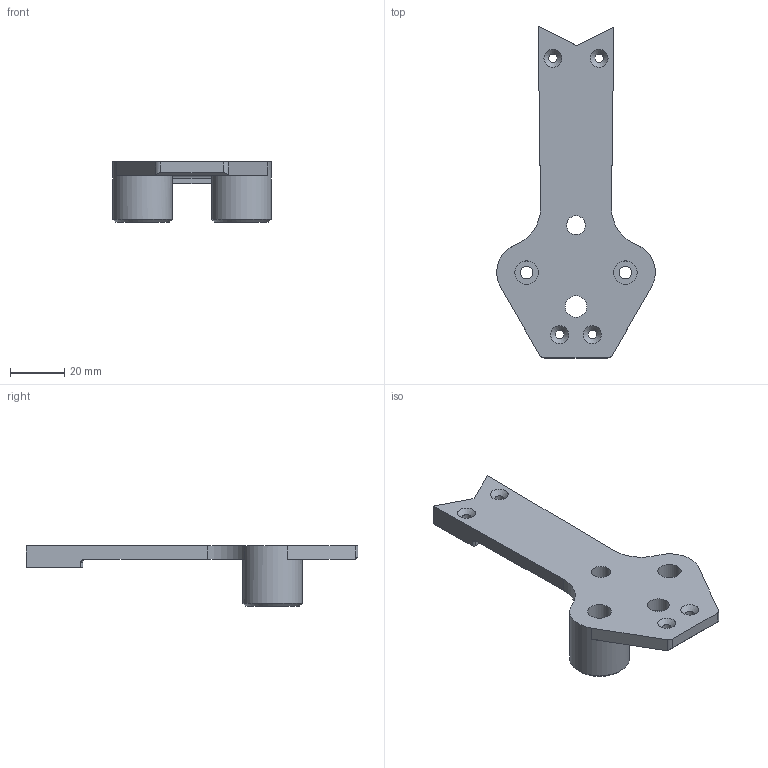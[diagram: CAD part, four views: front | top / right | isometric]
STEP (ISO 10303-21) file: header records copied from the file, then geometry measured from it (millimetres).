
FILE_DESCRIPTION(/* description */ (''),/* implementation_level */ '2;1');
FILE_NAME(/* name */ 'TopDeck.step',/* time_stamp */ '2023-12-22T11:51:38+01:00',/* author */ (''),/* organization */ (''),/* preprocessor_version */ 'ST-DEVELOPER v20',/* originating_system */ 'Autodesk Translation Framework v12.14.0.127',/* authorisation */ '');
FILE_SCHEMA (('AUTOMOTIVE_DESIGN { 1 0 10303 214 3 1 1 }'));
Length unit declared in the file: millimetre
Products named in the file (1): TopDeck
Bounding box: 58.34 x 122.06 x 22.2 mm (x, y, z)
Volume: 30991.9 mm3; surface area: 13417 mm2
Topology: 1 solids, 1 shells, 53 faces, 133 edges, 86 vertices
Faces by surface type: cylinder 23, plane 22, cone 6, torus 2
Full cylindrical faces by diameter (mm): 3.2 x4, 4.6 x2, 7 x1, 8 x1, 8.6 x2, 10.5 x2, 22 x2
Entity records: 1679 total; most frequent: DIRECTION 297, CARTESIAN_POINT 283, ORIENTED_EDGE 266, EDGE_CURVE 133, AXIS2_PLACEMENT_3D 112, VERTEX_POINT 86, EDGE_LOOP 73, LINE 73
